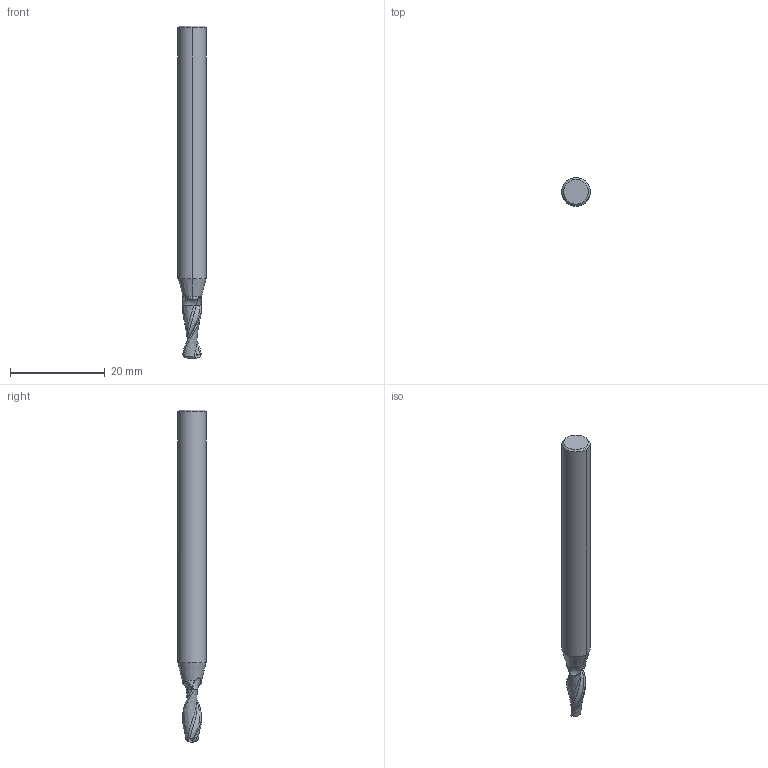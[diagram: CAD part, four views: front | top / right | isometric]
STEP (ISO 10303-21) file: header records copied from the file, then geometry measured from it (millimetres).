
FILE_DESCRIPTION(('no description'),'unknown implementation level');
FILE_NAME('solid55bkdBZXtca3Yg0YvGy8TCpRqC0_1.STP',' ',('CIM GmbH Aachen'),('CADClick - KiM GmbH - www.kimweb.de'),'unknown preprocess','ACIS','unknown authorization');
FILE_SCHEMA(('automotive_design'));
Length unit declared in the file: millimetre
Products named in the file (2): 1; 2
Bounding box: 6 x 6 x 70 mm (x, y, z)
Volume: 1658.7 mm3; surface area: 1247.3 mm2
Topology: 2 solids, 2 shells, 64 faces, 177 edges, 117 vertices
Faces by surface type: plane 23, cylinder 13, revolution 10, cone 8, bspline 8, torus 2
Entity records: 6384 total; most frequent: CARTESIAN_POINT 2849, STYLED_ITEM 360, PRESENTATION_STYLE_ASSIGNMENT 360, COLOUR_RGB 360, ORIENTED_EDGE 354, DIRECTION 254, EDGE_CURVE 177, CURVE_STYLE 177
